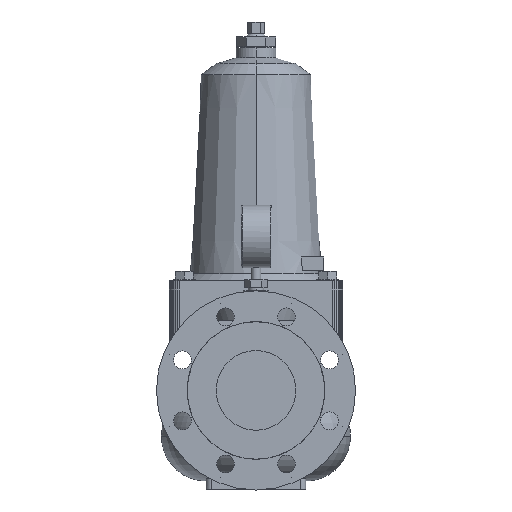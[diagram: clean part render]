
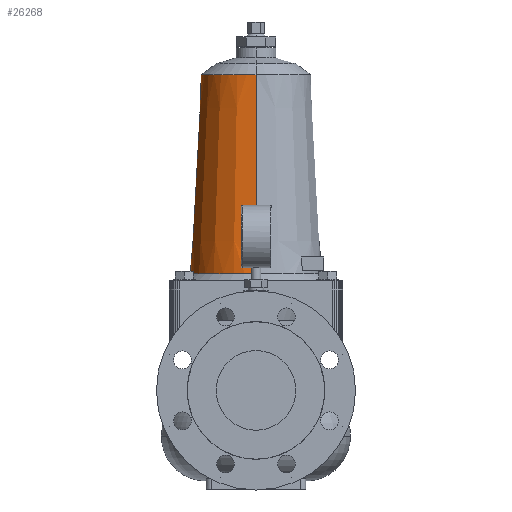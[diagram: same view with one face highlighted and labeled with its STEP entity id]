
A CAD part, left-side view. The second image highlights one B-rep face of the part: STEP entity #26268.
In plain terms, the highlighted conical face has half-angle 3.148 degrees and reference radius 60.5 mm.
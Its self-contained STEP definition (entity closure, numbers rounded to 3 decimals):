
#21538=VERTEX_POINT('',#53571);
#22806=VERTEX_POINT('',#54954);
#26268=ADVANCED_FACE('',(#58731),#58732,.T.);
#26316=EDGE_CURVE('',#21538,#29450,#58784,.T.);
#29450=VERTEX_POINT('',#62176);
#34678=EDGE_CURVE('',#47332,#22806,#67947,.T.);
#36134=EDGE_CURVE('',#22806,#29450,#69549,.T.);
#37078=EDGE_CURVE('',#21538,#47332,#70582,.T.);
#47332=VERTEX_POINT('',#81802);
#53571=CARTESIAN_POINT('',(66.0,0.,117.0));
#54954=CARTESIAN_POINT('',(-55.0,0.,317.0));
#58731=FACE_OUTER_BOUND('',#102339,.T.);
#58732=CONICAL_SURFACE('',#102340,60.5,0.055);
#58784=CIRCLE('',#102416,66.0);
#62176=CARTESIAN_POINT('',(-66.0,0.,117.0));
#67947=CIRCLE('',#116731,55.0);
#69549=LINE('',#119302,#119303);
#70582=LINE('',#121743,#121744);
#81802=CARTESIAN_POINT('',(55.0,0.0,317.0));
#102339=EDGE_LOOP('',(#151473,#151474,#151475,#151476));
#102340=AXIS2_PLACEMENT_3D('',#151477,#151478,#151479);
#102416=AXIS2_PLACEMENT_3D('',#151526,#151527,#151528);
#116731=AXIS2_PLACEMENT_3D('',#161024,#161025,#161026);
#119302=CARTESIAN_POINT('',(-60.5,0.,217.0));
#119303=VECTOR('',#163030,1.0);
#121743=CARTESIAN_POINT('',(60.5,0.,217.0));
#121744=VECTOR('',#164035,1.0);
#151473=ORIENTED_EDGE('',*,*,#37078,.F.);
#151474=ORIENTED_EDGE('',*,*,#26316,.T.);
#151475=ORIENTED_EDGE('',*,*,#36134,.F.);
#151476=ORIENTED_EDGE('',*,*,#34678,.F.);
#151477=CARTESIAN_POINT('',(0.0,0.0,217.0));
#151478=DIRECTION('',(-0.0,-0.0,-1.0));
#151479=DIRECTION('',(1.0,0.0,0.0));
#151526=CARTESIAN_POINT('',(0.0,0.0,117.0));
#151527=DIRECTION('',(0.0,0.0,1.0));
#151528=DIRECTION('',(1.0,0.0,0.0));
#161024=CARTESIAN_POINT('',(0.0,0.0,317.0));
#161025=DIRECTION('',(0.0,0.0,1.0));
#161026=DIRECTION('',(1.0,0.0,0.0));
#163030=DIRECTION('',(-0.055,0.,-0.998));
#164035=DIRECTION('',(-0.055,0.,0.998));
